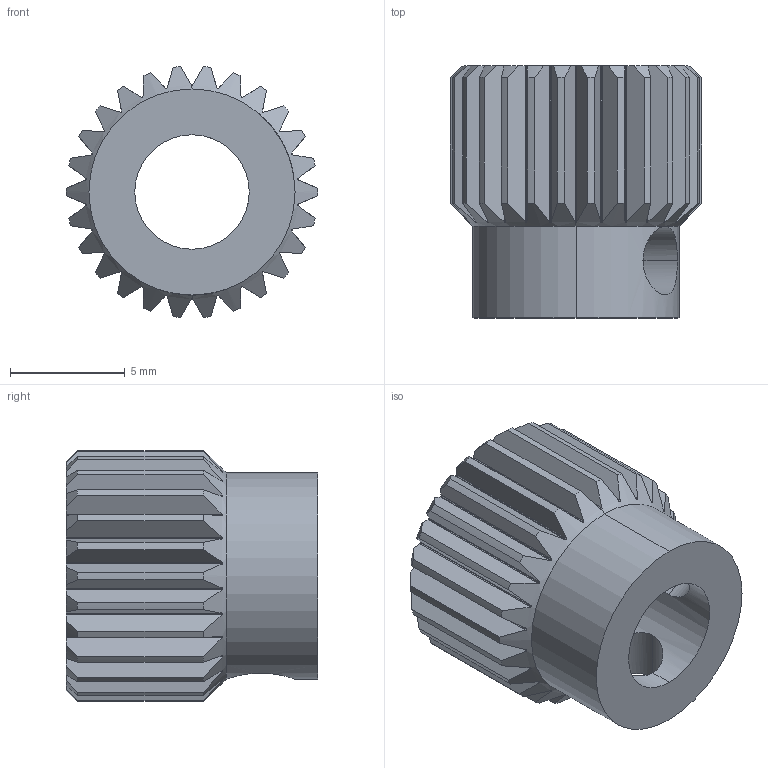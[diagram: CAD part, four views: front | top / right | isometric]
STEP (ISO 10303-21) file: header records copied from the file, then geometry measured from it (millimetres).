
FILE_DESCRIPTION (( 'STEP AP214' ), '1' );
FILE_NAME ('tete d''entrainement.STEP', '2021-03-10T09:29:38', ( '' ), ( '' ), 'SwSTEP 2.0', 'SolidWorks 2016', '' );
FILE_SCHEMA (( 'AUTOMOTIVE_DESIGN' ));
Length unit declared in the file: millimetre
Products named in the file (1): tete d''entrainement
Bounding box: 11 x 11 x 10.95 mm (x, y, z)
Volume: 583.8 mm3; surface area: 797.9 mm2
Topology: 1 solids, 1 shells, 168 faces, 501 edges, 332 vertices
Faces by surface type: cylinder 86, plane 54, cone 28
Entity records: 6579 total; most frequent: CARTESIAN_POINT 2217, ORIENTED_EDGE 1002, DIRECTION 809, EDGE_CURVE 501, VERTEX_POINT 332, AXIS2_PLACEMENT_3D 308, LINE 193, VECTOR 193
